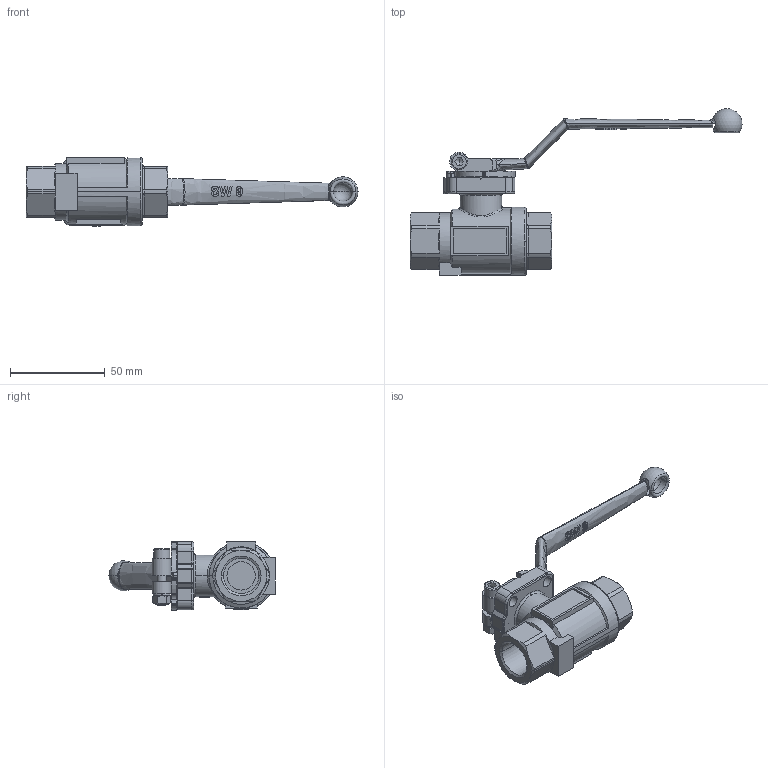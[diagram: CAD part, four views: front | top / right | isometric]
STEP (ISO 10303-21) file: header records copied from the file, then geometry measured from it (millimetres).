
FILE_DESCRIPTION(('STEP AP214'),'1');
FILE_NAME('valve_87e-dn-100-15.stp','2018-05-03T10:10:34',('TraceParts'),('TraceParts S.A.'),'Spatial InterOp 3D',' ',' ');
FILE_SCHEMA(('automotive_design'));
Length unit declared in the file: millimetre
Products named in the file (1): valve_87e-dn-100-15
Bounding box: 175.49 x 88 x 36.29 mm (x, y, z)
Volume: 77419.7 mm3; surface area: 26717.5 mm2
Topology: 1 solids, 4 shells, 647 faces, 1750 edges, 1122 vertices
Faces by surface type: plane 300, cylinder 160, bspline 99, cone 48, torus 30, sphere 10
Entity records: 29499 total; most frequent: CARTESIAN_POINT 8757, ORIENTED_EDGE 3468, DIRECTION 2931, EDGE_CURVE 1734, VERTEX_POINT 1122, AXIS2_PLACEMENT_3D 1011, LINE 909, VECTOR 909
